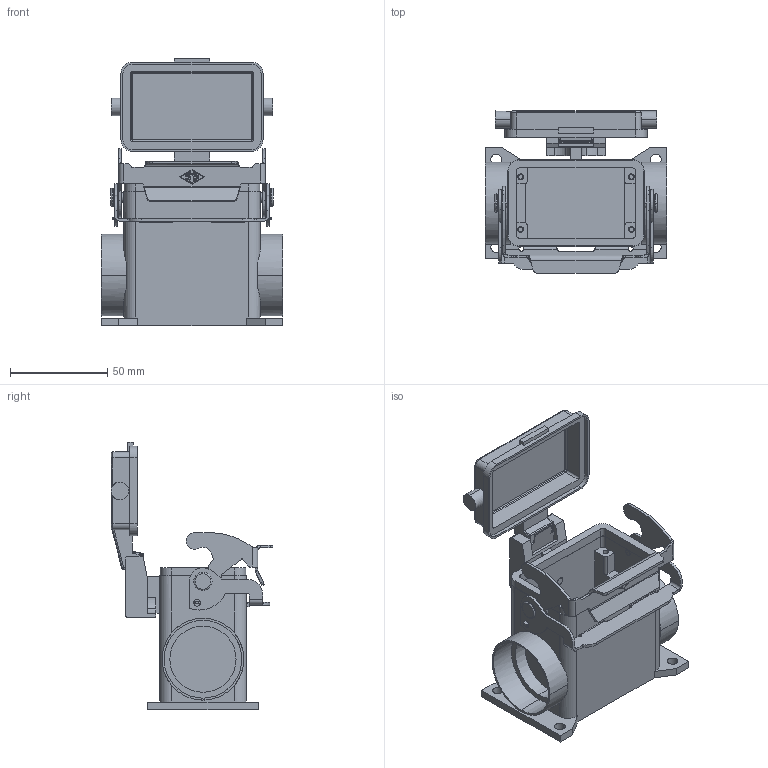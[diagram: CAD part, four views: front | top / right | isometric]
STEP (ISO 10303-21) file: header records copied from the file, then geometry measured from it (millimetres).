
FILE_DESCRIPTION((''),'2;1');
FILE_NAME('MVAP 10 LP40.stp','2006-12-19T11:59:51',('gembarski'),(''),'Autodesk Inventor 7','Autodesk Inventor 7','');
FILE_SCHEMA(('AUTOMOTIVE_DESIGN { 1 0 10303 214 1 1 1 1 }'));
Length unit declared in the file: millimetre
Products named in the file (1): MVAP 10 LP40
Bounding box: 93.5 x 83.23 x 137.5 mm (x, y, z)
Volume: 108800.8 mm3; surface area: 73371.6 mm2
Topology: 4 solids, 4 shells, 594 faces, 1615 edges, 1046 vertices
Faces by surface type: plane 233, cylinder 194, bspline 149, torus 10, sphere 4, cone 4
Entity records: 21675 total; most frequent: CARTESIAN_POINT 6780, ORIENTED_EDGE 3202, DIRECTION 2999, EDGE_CURVE 1601, VERTEX_POINT 1046, AXIS2_PLACEMENT_3D 1008, VECTOR 983, LINE 983
